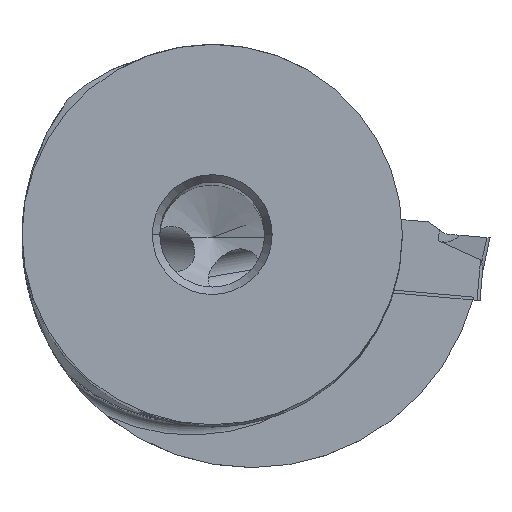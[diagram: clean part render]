
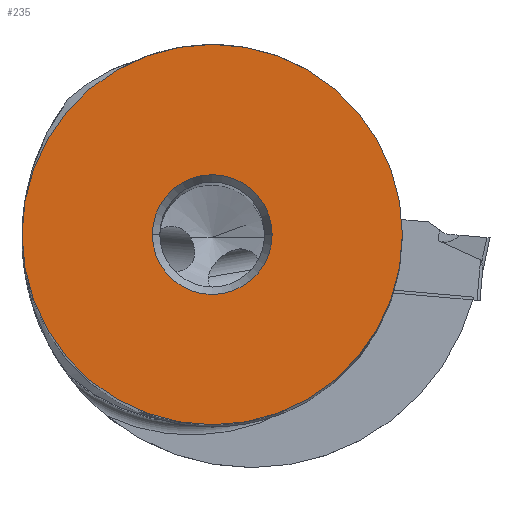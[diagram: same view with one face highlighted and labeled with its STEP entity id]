
A CAD part, top view. The second image highlights one B-rep face of the part: STEP entity #235.
In plain terms, the highlighted planar face has unit normal (0, 0, 1).
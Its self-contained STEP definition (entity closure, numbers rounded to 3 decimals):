
#54=FACE_BOUND('',#532,.T.);
#55=FACE_BOUND('',#533,.T.);
#235=ADVANCED_FACE('',(#54,#55),#324,.T.);
#324=PLANE('',#2850);
#532=EDGE_LOOP('',(#1026,#1027));
#533=EDGE_LOOP('',(#1028,#1029));
#1026=ORIENTED_EDGE('',*,*,#1838,.F.);
#1027=ORIENTED_EDGE('',*,*,#1833,.F.);
#1028=ORIENTED_EDGE('',*,*,#1839,.F.);
#1029=ORIENTED_EDGE('',*,*,#1840,.F.);
#1511=VERTEX_POINT('',#5153);
#1512=VERTEX_POINT('',#5155);
#1517=VERTEX_POINT('',#5168);
#1518=VERTEX_POINT('',#5169);
#1833=EDGE_CURVE('',#1512,#1511,#2168,.T.);
#1838=EDGE_CURVE('',#1511,#1512,#2169,.T.);
#1839=EDGE_CURVE('',#1517,#1518,#2170,.T.);
#1840=EDGE_CURVE('',#1518,#1517,#2171,.T.);
#2168=CIRCLE('',#2843,12.7);
#2169=CIRCLE('',#2847,12.7);
#2170=CIRCLE('',#2848,4.);
#2171=CIRCLE('',#2849,4.);
#2843=AXIS2_PLACEMENT_3D('',#5156,#3334,#3335);
#2847=AXIS2_PLACEMENT_3D('',#5166,#3344,#3345);
#2848=AXIS2_PLACEMENT_3D('',#5167,#3346,#3347);
#2849=AXIS2_PLACEMENT_3D('',#5170,#3348,#3349);
#2850=AXIS2_PLACEMENT_3D('',#5171,#3350,#3351);
#3334=DIRECTION('',(0.,0.,-1.));
#3335=DIRECTION('',(1.,0.,0.));
#3344=DIRECTION('',(0.,0.,-1.));
#3345=DIRECTION('',(-1.,0.,0.));
#3346=DIRECTION('',(0.,0.,1.));
#3347=DIRECTION('',(-1.,0.,0.));
#3348=DIRECTION('',(0.,0.,1.));
#3349=DIRECTION('',(1.,0.,0.));
#3350=DIRECTION('',(0.,0.,1.));
#3351=DIRECTION('',(1.,0.,0.));
#5153=CARTESIAN_POINT('',(-12.7,0.,0.));
#5155=CARTESIAN_POINT('',(12.7,0.,0.));
#5156=CARTESIAN_POINT('',(0.,0.,0.));
#5166=CARTESIAN_POINT('',(0.,0.,0.));
#5167=CARTESIAN_POINT('',(0.,0.,0.));
#5168=CARTESIAN_POINT('',(-4.,0.,0.));
#5169=CARTESIAN_POINT('',(4.,0.,0.));
#5170=CARTESIAN_POINT('',(0.,0.,0.));
#5171=CARTESIAN_POINT('',(0.,0.,0.));
